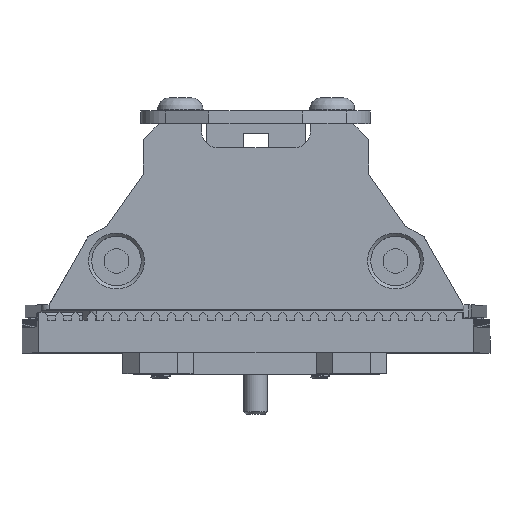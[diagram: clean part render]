
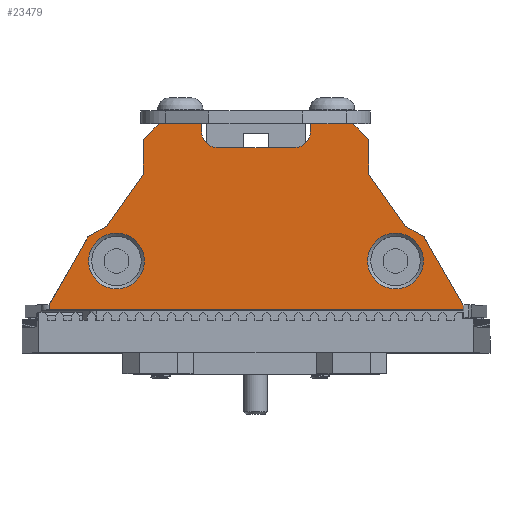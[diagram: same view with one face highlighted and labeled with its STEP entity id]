
A CAD part, top view. The second image highlights one B-rep face of the part: STEP entity #23479.
In plain terms, the highlighted face is planar.
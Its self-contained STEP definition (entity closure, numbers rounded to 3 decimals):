
#1098=FACE_BOUND('',#4150,.T.);
#1099=FACE_BOUND('',#4151,.T.);
#1584=CIRCLE('',#25262,3.5);
#1585=CIRCLE('',#25272,2.);
#1586=CIRCLE('',#25275,2.);
#1587=CIRCLE('',#25279,3.5);
#2818=FACE_OUTER_BOUND('',#4149,.T.);
#4149=EDGE_LOOP('',(#21043,#21044,#21045,#21046,#21047,#21048,#21049,#21050,
#21051,#21052,#21053,#21054,#21055,#21056,#21057,#21058,#21059,#21060,#21061,
#21062));
#4150=EDGE_LOOP('',(#21063));
#4151=EDGE_LOOP('',(#21064));
#5742=LINE('',#44718,#8143);
#6353=LINE('',#46317,#8754);
#6355=LINE('',#46322,#8756);
#6357=LINE('',#46326,#8758);
#6359=LINE('',#46330,#8760);
#6362=LINE('',#46335,#8763);
#6364=LINE('',#46339,#8765);
#6366=LINE('',#46343,#8767);
#6369=LINE('',#46351,#8770);
#6374=LINE('',#46361,#8775);
#6376=LINE('',#46365,#8777);
#6378=LINE('',#46373,#8779);
#6382=LINE('',#46381,#8783);
#6386=LINE('',#46388,#8787);
#6472=LINE('',#46618,#8873);
#6474=LINE('',#46621,#8875);
#6500=LINE('',#46672,#8901);
#6501=LINE('',#46674,#8902);
#8143=VECTOR('',#29440,10.);
#8754=VECTOR('',#30735,10.);
#8756=VECTOR('',#30739,10.);
#8758=VECTOR('',#30743,10.);
#8760=VECTOR('',#30747,10.);
#8763=VECTOR('',#30752,10.);
#8765=VECTOR('',#30756,10.);
#8767=VECTOR('',#30760,10.);
#8770=VECTOR('',#30769,10.);
#8775=VECTOR('',#30780,10.);
#8777=VECTOR('',#30784,10.);
#8779=VECTOR('',#30792,10.);
#8783=VECTOR('',#30798,10.);
#8787=VECTOR('',#30804,10.);
#8873=VECTOR('',#31072,10.);
#8875=VECTOR('',#31076,10.);
#8901=VECTOR('',#31148,10.);
#8902=VECTOR('',#31151,10.);
#10592=VERTEX_POINT('',#44715);
#10593=VERTEX_POINT('',#44717);
#11082=VERTEX_POINT('',#46309);
#11083=VERTEX_POINT('',#46313);
#11084=VERTEX_POINT('',#46315);
#11085=VERTEX_POINT('',#46319);
#11086=VERTEX_POINT('',#46321);
#11087=VERTEX_POINT('',#46325);
#11088=VERTEX_POINT('',#46329);
#11089=VERTEX_POINT('',#46333);
#11090=VERTEX_POINT('',#46337);
#11091=VERTEX_POINT('',#46342);
#11092=VERTEX_POINT('',#46346);
#11093=VERTEX_POINT('',#46350);
#11094=VERTEX_POINT('',#46354);
#11095=VERTEX_POINT('',#46358);
#11096=VERTEX_POINT('',#46363);
#11097=VERTEX_POINT('',#46367);
#11098=VERTEX_POINT('',#46371);
#11099=VERTEX_POINT('',#46372);
#11102=VERTEX_POINT('',#46380);
#11131=VERTEX_POINT('',#46616);
#13583=EDGE_CURVE('',#10592,#10593,#5742,.F.);
#14296=EDGE_CURVE('',#11082,#11082,#1584,.T.);
#14300=EDGE_CURVE('',#11084,#11083,#6353,.T.);
#14302=EDGE_CURVE('',#11086,#11085,#6355,.F.);
#14304=EDGE_CURVE('',#11087,#11086,#6357,.T.);
#14306=EDGE_CURVE('',#11088,#11087,#6359,.F.);
#14309=EDGE_CURVE('',#11089,#11088,#6362,.F.);
#14311=EDGE_CURVE('',#11090,#11089,#6364,.F.);
#14313=EDGE_CURVE('',#11090,#11091,#6366,.T.);
#14315=EDGE_CURVE('',#11092,#11091,#1585,.F.);
#14317=EDGE_CURVE('',#11092,#11093,#6369,.T.);
#14319=EDGE_CURVE('',#11093,#11094,#1586,.T.);
#14323=EDGE_CURVE('',#11095,#11094,#6374,.F.);
#14325=EDGE_CURVE('',#11095,#11096,#6376,.T.);
#14327=EDGE_CURVE('',#11097,#11097,#1587,.T.);
#14328=EDGE_CURVE('',#11098,#11099,#6378,.F.);
#14332=EDGE_CURVE('',#11102,#11098,#6382,.T.);
#14336=EDGE_CURVE('',#11096,#11102,#6386,.T.);
#14442=EDGE_CURVE('',#11085,#11131,#6472,.T.);
#14444=EDGE_CURVE('',#11083,#11131,#6474,.T.);
#14470=EDGE_CURVE('',#10593,#11084,#6500,.F.);
#14471=EDGE_CURVE('',#11099,#10592,#6501,.T.);
#21043=ORIENTED_EDGE('',*,*,#13583,.F.);
#21044=ORIENTED_EDGE('',*,*,#14471,.F.);
#21045=ORIENTED_EDGE('',*,*,#14328,.F.);
#21046=ORIENTED_EDGE('',*,*,#14332,.F.);
#21047=ORIENTED_EDGE('',*,*,#14336,.F.);
#21048=ORIENTED_EDGE('',*,*,#14325,.F.);
#21049=ORIENTED_EDGE('',*,*,#14323,.T.);
#21050=ORIENTED_EDGE('',*,*,#14319,.F.);
#21051=ORIENTED_EDGE('',*,*,#14317,.F.);
#21052=ORIENTED_EDGE('',*,*,#14315,.T.);
#21053=ORIENTED_EDGE('',*,*,#14313,.F.);
#21054=ORIENTED_EDGE('',*,*,#14311,.T.);
#21055=ORIENTED_EDGE('',*,*,#14309,.T.);
#21056=ORIENTED_EDGE('',*,*,#14306,.T.);
#21057=ORIENTED_EDGE('',*,*,#14304,.T.);
#21058=ORIENTED_EDGE('',*,*,#14302,.T.);
#21059=ORIENTED_EDGE('',*,*,#14442,.T.);
#21060=ORIENTED_EDGE('',*,*,#14444,.F.);
#21061=ORIENTED_EDGE('',*,*,#14300,.F.);
#21062=ORIENTED_EDGE('',*,*,#14470,.F.);
#21063=ORIENTED_EDGE('',*,*,#14327,.F.);
#21064=ORIENTED_EDGE('',*,*,#14296,.F.);
#22237=PLANE('',#25398);
#23479=ADVANCED_FACE('',(#2818,#1098,#1099),#22237,.F.);
#25262=AXIS2_PLACEMENT_3D('',#46310,#30727,#30728);
#25272=AXIS2_PLACEMENT_3D('',#46347,#30764,#30765);
#25275=AXIS2_PLACEMENT_3D('',#46355,#30773,#30774);
#25279=AXIS2_PLACEMENT_3D('',#46369,#30788,#30789);
#25398=AXIS2_PLACEMENT_3D('',#46673,#31149,#31150);
#29440=DIRECTION('',(-0.496,0.,0.868));
#30727=DIRECTION('center_axis',(0.,-1.,0.));
#30728=DIRECTION('ref_axis',(-1.,0.,0.));
#30735=DIRECTION('',(-1.,0.,0.));
#30739=DIRECTION('',(0.865,0.,0.502));
#30743=DIRECTION('',(-0.574,0.,-0.819));
#30747=DIRECTION('',(0.,0.,1.));
#30752=DIRECTION('',(0.707,0.,0.707));
#30756=DIRECTION('',(1.,0.,0.));
#30760=DIRECTION('',(0.,0.,-1.));
#30764=DIRECTION('center_axis',(0.,-1.,0.));
#30765=DIRECTION('ref_axis',(-0.707,0.,-0.707));
#30769=DIRECTION('',(1.,0.,0.));
#30773=DIRECTION('center_axis',(0.,-1.,0.));
#30774=DIRECTION('ref_axis',(0.707,0.,-0.707));
#30780=DIRECTION('',(0.,0.,1.));
#30784=DIRECTION('',(1.,0.,0.));
#30788=DIRECTION('center_axis',(0.,-1.,0.));
#30789=DIRECTION('ref_axis',(1.,0.,0.));
#30792=DIRECTION('',(-0.574,0.,0.819));
#30798=DIRECTION('',(0.,0.,-1.));
#30804=DIRECTION('',(0.707,0.,-0.707));
#31072=DIRECTION('',(-0.496,0.,-0.868));
#31076=DIRECTION('',(0.,0.,1.));
#31148=DIRECTION('',(0.,0.,1.));
#31149=DIRECTION('center_axis',(0.,1.,0.));
#31150=DIRECTION('ref_axis',(-1.,0.,0.));
#31151=DIRECTION('',(0.865,0.,-0.502));
#44715=CARTESIAN_POINT('',(21.094,-151.413,96.418));
#44717=CARTESIAN_POINT('',(25.955,-151.413,87.912));
#44718=CARTESIAN_POINT('',(21.409,-151.413,95.866));
#46309=CARTESIAN_POINT('',(-14.,-151.413,93.41));
#46310=CARTESIAN_POINT('Origin',(-17.5,-151.413,93.41));
#46313=CARTESIAN_POINT('',(-25.915,-151.413,87.347));
#46315=CARTESIAN_POINT('',(25.955,-151.413,87.347));
#46317=CARTESIAN_POINT('',(10.579,-151.413,87.347));
#46319=CARTESIAN_POINT('',(-21.095,-151.413,96.418));
#46321=CARTESIAN_POINT('',(-18.677,-151.413,97.821));
#46322=CARTESIAN_POINT('',(-15.094,-151.413,99.901));
#46325=CARTESIAN_POINT('',(-14.14,-151.413,104.301));
#46326=CARTESIAN_POINT('',(-23.616,-151.413,90.768));
#46329=CARTESIAN_POINT('',(-14.14,-151.413,108.636));
#46330=CARTESIAN_POINT('',(-14.14,-151.413,93.85));
#46333=CARTESIAN_POINT('',(-12.14,-151.413,110.636));
#46335=CARTESIAN_POINT('',(-16.161,-151.413,106.615));
#46337=CARTESIAN_POINT('',(-6.813,-151.413,110.636));
#46339=CARTESIAN_POINT('',(0.5,-151.413,110.636));
#46342=CARTESIAN_POINT('',(-6.813,-151.413,109.63));
#46343=CARTESIAN_POINT('',(-6.813,-151.413,93.85));
#46346=CARTESIAN_POINT('',(-4.813,-151.413,107.63));
#46347=CARTESIAN_POINT('Origin',(-4.813,-151.413,109.63));
#46350=CARTESIAN_POINT('',(4.812,-151.413,107.63));
#46351=CARTESIAN_POINT('',(-4.791,-151.413,107.63));
#46354=CARTESIAN_POINT('',(6.812,-151.413,109.63));
#46355=CARTESIAN_POINT('Origin',(4.812,-151.413,109.63));
#46358=CARTESIAN_POINT('',(6.812,-151.413,110.636));
#46361=CARTESIAN_POINT('',(6.812,-151.413,93.85));
#46363=CARTESIAN_POINT('',(12.139,-151.413,110.636));
#46365=CARTESIAN_POINT('',(0.5,-151.413,110.636));
#46367=CARTESIAN_POINT('',(14.,-151.413,93.41));
#46369=CARTESIAN_POINT('Origin',(17.5,-151.413,93.41));
#46371=CARTESIAN_POINT('',(14.139,-151.413,104.301));
#46372=CARTESIAN_POINT('',(18.677,-151.413,97.821));
#46373=CARTESIAN_POINT('',(23.944,-151.413,90.298));
#46380=CARTESIAN_POINT('',(14.139,-151.413,108.636));
#46381=CARTESIAN_POINT('',(14.139,-151.413,93.85));
#46388=CARTESIAN_POINT('',(16.66,-151.413,106.115));
#46616=CARTESIAN_POINT('',(-25.915,-151.413,87.983));
#46618=CARTESIAN_POINT('',(-21.164,-151.413,96.297));
#46621=CARTESIAN_POINT('',(-25.915,-151.413,89.841));
#46672=CARTESIAN_POINT('',(25.955,-151.413,89.841));
#46673=CARTESIAN_POINT('Origin',(1.,-151.413,83.412));
#46674=CARTESIAN_POINT('',(15.842,-151.413,99.466));
